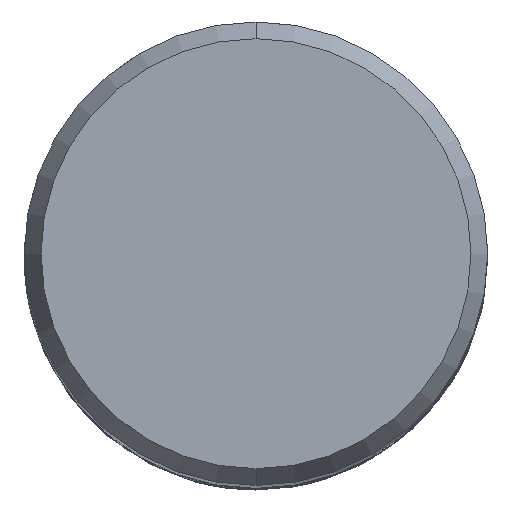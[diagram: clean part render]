
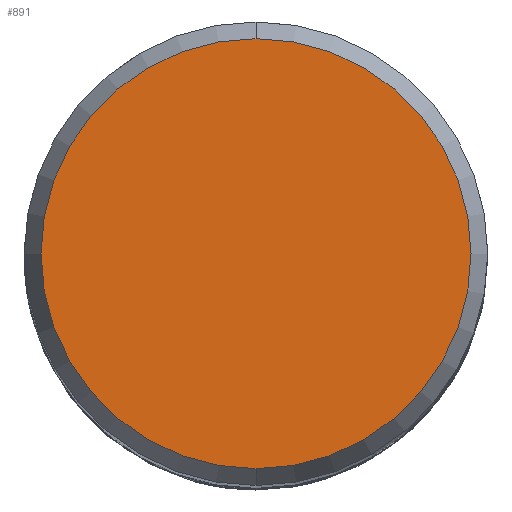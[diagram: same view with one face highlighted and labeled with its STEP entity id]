
A CAD part, top view. The second image highlights one B-rep face of the part: STEP entity #891.
In plain terms, the highlighted planar face has unit normal (0, 0, 1).
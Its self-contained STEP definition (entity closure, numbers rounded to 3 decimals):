
#779=EDGE_CURVE('',#977,#1351,#2189,.T.);
#891=ADVANCED_FACE('',(#2307),#2308,.T.);
#977=VERTEX_POINT('',#2398);
#1351=VERTEX_POINT('',#2801);
#1751=EDGE_CURVE('',#1351,#977,#3246,.T.);
#2189=CIRCLE('',#4272,7.423);
#2307=FACE_OUTER_BOUND('',#4962,.T.);
#2308=PLANE('',#4963);
#2398=CARTESIAN_POINT('',(0.0,7.423,0.0));
#2801=CARTESIAN_POINT('',(0.,-7.423,0.0));
#3246=CIRCLE('',#15939,7.423);
#4272=AXIS2_PLACEMENT_3D('',#20746,#20747,#20748);
#4962=EDGE_LOOP('',(#20861,#20862));
#4963=AXIS2_PLACEMENT_3D('',#20863,#20864,#20865);
#15939=AXIS2_PLACEMENT_3D('',#21782,#21783,#21784);
#20746=CARTESIAN_POINT('',(0.0,0.0,0.0));
#20747=DIRECTION('',(0.0,0.0,-1.0));
#20748=DIRECTION('',(0.0,1.0,0.0));
#20861=ORIENTED_EDGE('',*,*,#779,.F.);
#20862=ORIENTED_EDGE('',*,*,#1751,.F.);
#20863=CARTESIAN_POINT('',(0.0,3.711,0.0));
#20864=DIRECTION('',(-0.0,0.0,1.0));
#20865=DIRECTION('',(0.0,-1.0,0.0));
#21782=CARTESIAN_POINT('',(0.0,0.0,0.0));
#21783=DIRECTION('',(0.0,0.0,-1.0));
#21784=DIRECTION('',(0.0,1.0,0.0));
